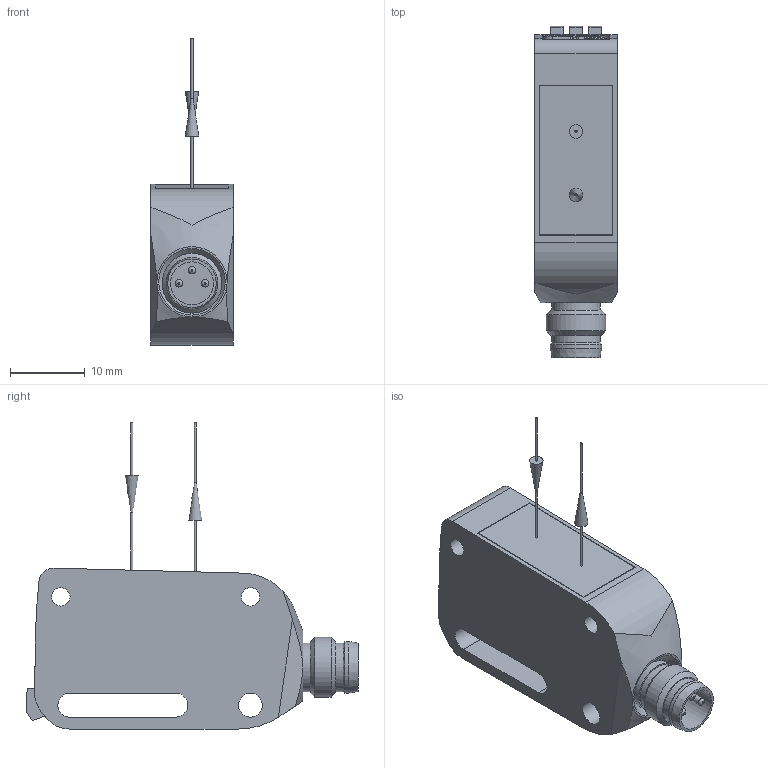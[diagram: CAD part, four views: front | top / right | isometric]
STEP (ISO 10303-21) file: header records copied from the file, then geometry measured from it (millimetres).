
FILE_DESCRIPTION(/* description */ ('STEP AP214'),/* implementation_level */ '2;1');
FILE_NAME(/* name */ '8075673_SOOE-MS-L-PNLK-T',/* time_stamp */ '2024-09-15T10:20:29+02:00',/* author */ ('License CC BY-ND 4.0'),/* organization */ ('CADENAS'),/* preprocessor_version */ 'ST-DEVELOPER v19.3',/* originating_system */ 'PARTsolutions',/* authorisation */ ' ');
FILE_SCHEMA (('AUTOMOTIVE_DESIGN {1 0 10303 214 3 1 1}'));
Length unit declared in the file: millimetre
Products named in the file (4): 8075673 SOOE-MS-L-PNLK-T---(high0); 8075673 SOOE-MS-L-PNLK-T---(high_pD); Light-Beam-1-20-0.3; Light-Beam-2-20-0.3
Assembly tree (3 placements, depth 2):
  8075673 SOOE-MS-L-PNLK-T---(high0)
    8075673 SOOE-MS-L-PNLK-T---(high_pD)
    Light-Beam-1-20-0.3
    Light-Beam-2-20-0.3
Bounding box: 11 x 44.47 x 41 mm (x, y, z)
Volume: 7304 mm3; surface area: 3679.4 mm2
Topology: 3 solids, 3 shells, 136 faces, 337 edges, 221 vertices
Faces by surface type: plane 81, cylinder 39, cone 12, torus 3, sphere 1
Full cylindrical faces by diameter (mm): 0.3 x4, 1 x3, 2.459 x2, 3.2 x1, 5.75 x1, 6.5 x2, 6.9 x2, 8 x1
Entity records: 4914 total; most frequent: CARTESIAN_POINT 731, DIRECTION 684, ORIENTED_EDGE 620, EDGE_CURVE 310, AXIS2_PLACEMENT_3D 251, VERTEX_POINT 220, EDGE_LOOP 184, FACE_BOUND 184
